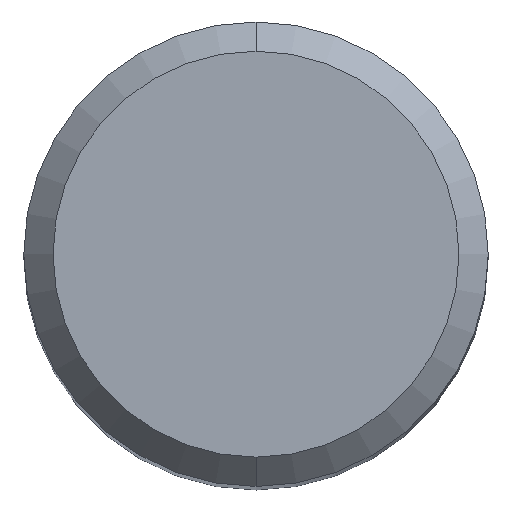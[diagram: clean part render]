
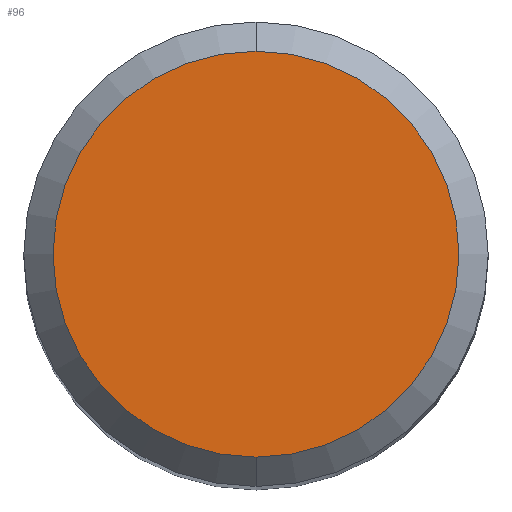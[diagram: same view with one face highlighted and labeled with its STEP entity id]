
A CAD part, top view. The second image highlights one B-rep face of the part: STEP entity #96.
In plain terms, the highlighted planar face has unit normal (0, 0, 1).
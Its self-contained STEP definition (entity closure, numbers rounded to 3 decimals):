
#65=PLANE('',#582);
#96=ADVANCED_FACE('',(#133),#65,.F.);
#133=FACE_OUTER_BOUND('',#166,.T.);
#166=EDGE_LOOP('',(#319,#320));
#203=CIRCLE('',#578,6.938);
#204=CIRCLE('',#580,6.938);
#319=ORIENTED_EDGE('',*,*,#408,.F.);
#320=ORIENTED_EDGE('',*,*,#411,.F.);
#352=VERTEX_POINT('',#901);
#353=VERTEX_POINT('',#902);
#408=EDGE_CURVE('',#352,#353,#203,.T.);
#411=EDGE_CURVE('',#353,#352,#204,.T.);
#578=AXIS2_PLACEMENT_3D('',#900,#749,#750);
#580=AXIS2_PLACEMENT_3D('',#906,#755,#756);
#582=AXIS2_PLACEMENT_3D('',#908,#759,#760);
#749=DIRECTION('',(0.,0.,-1.));
#750=DIRECTION('',(0.,1.,0.));
#755=DIRECTION('',(0.,0.,-1.));
#756=DIRECTION('',(0.,-1.,0.));
#759=DIRECTION('',(0.,0.,-1.));
#760=DIRECTION('',(0.,1.,0.));
#900=CARTESIAN_POINT('',(0.,0.,0.));
#901=CARTESIAN_POINT('',(0.,6.938,0.));
#902=CARTESIAN_POINT('',(0.,-6.938,0.));
#906=CARTESIAN_POINT('',(0.,0.,0.));
#908=CARTESIAN_POINT('',(0.,0.,0.));
